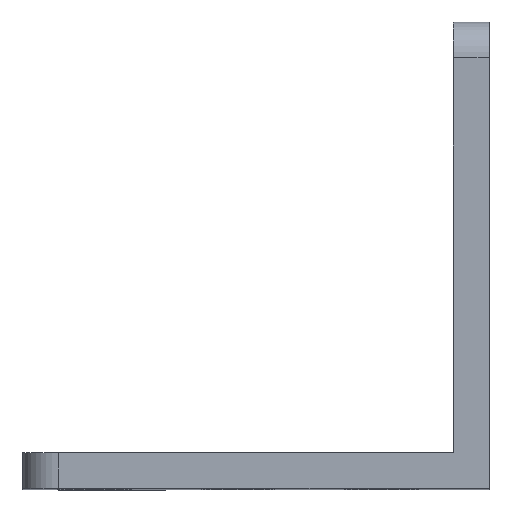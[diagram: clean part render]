
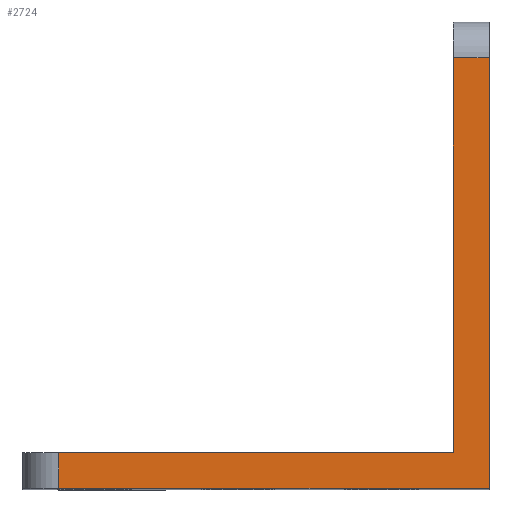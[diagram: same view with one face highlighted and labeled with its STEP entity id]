
A CAD part, top view. The second image highlights one B-rep face of the part: STEP entity #2724.
In plain terms, the highlighted planar face has unit normal (0, 0, 1).
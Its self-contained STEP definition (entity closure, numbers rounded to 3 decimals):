
#10 = ORIENTED_EDGE ( 'NONE', *, *, #582, .T. ) ;
#91 = DIRECTION ( 'NONE',  ( -1., 0., 0. ) ) ;
#154 = ORIENTED_EDGE ( 'NONE', *, *, #1406, .T. ) ;
#205 = LINE ( 'NONE', #856, #1408 ) ;
#217 = VECTOR ( 'NONE', #1235, 1000. ) ;
#343 = EDGE_CURVE ( 'NONE', #1438, #2518, #482, .T. ) ;
#355 = VERTEX_POINT ( 'NONE', #827 ) ;
#383 = DIRECTION ( 'NONE',  ( 1., 0., 0. ) ) ;
#402 = DIRECTION ( 'NONE',  ( 0., -1., 0. ) ) ;
#414 = FACE_OUTER_BOUND ( 'NONE', #1720, .T. ) ;
#435 = VECTOR ( 'NONE', #781, 1000. ) ;
#482 = LINE ( 'NONE', #1290, #1047 ) ;
#520 = LINE ( 'NONE', #1958, #435 ) ;
#528 = CARTESIAN_POINT ( 'NONE',  ( -22., 0., 48. ) ) ;
#548 = ORIENTED_EDGE ( 'NONE', *, *, #2547, .T. ) ;
#582 = EDGE_CURVE ( 'NONE', #2156, #1516, #205, .T. ) ;
#781 = DIRECTION ( 'NONE',  ( -1., 0., 0. ) ) ;
#827 = CARTESIAN_POINT ( 'NONE',  ( 2., 22., 48. ) ) ;
#856 = CARTESIAN_POINT ( 'NONE',  ( 2., -2., 48. ) ) ;
#941 = ORIENTED_EDGE ( 'NONE', *, *, #3002, .T. ) ;
#969 = AXIS2_PLACEMENT_3D ( 'NONE', #1060, #1529, #91 ) ;
#1018 = VECTOR ( 'NONE', #2543, 1000. ) ;
#1047 = VECTOR ( 'NONE', #1216, 1000. ) ;
#1060 = CARTESIAN_POINT ( 'NONE',  ( -24., 0., 48. ) ) ;
#1121 = CARTESIAN_POINT ( 'NONE',  ( 0., 0., 48. ) ) ;
#1216 = DIRECTION ( 'NONE',  ( -1., 0., 0. ) ) ;
#1235 = DIRECTION ( 'NONE',  ( 0., -1., 0. ) ) ;
#1290 = CARTESIAN_POINT ( 'NONE',  ( -24., 0., 48. ) ) ;
#1395 = VERTEX_POINT ( 'NONE', #2177 ) ;
#1406 = EDGE_CURVE ( 'NONE', #355, #1395, #520, .T. ) ;
#1408 = VECTOR ( 'NONE', #383, 1000. ) ;
#1438 = VERTEX_POINT ( 'NONE', #2896 ) ;
#1451 = CARTESIAN_POINT ( 'NONE',  ( -22., 0., 48. ) ) ;
#1516 = VERTEX_POINT ( 'NONE', #1524 ) ;
#1520 = ORIENTED_EDGE ( 'NONE', *, *, #343, .T. ) ;
#1524 = CARTESIAN_POINT ( 'NONE',  ( 2., -2., 48. ) ) ;
#1529 = DIRECTION ( 'NONE',  ( 0., 0., -1. ) ) ;
#1720 = EDGE_LOOP ( 'NONE', ( #1520, #548, #10, #941, #154, #2026 ) ) ;
#1753 = PLANE ( 'NONE',  #969 ) ;
#1833 = VECTOR ( 'NONE', #402, 1000. ) ;
#1856 = EDGE_CURVE ( 'NONE', #1395, #1438, #2434, .T. ) ;
#1865 = CARTESIAN_POINT ( 'NONE',  ( 2., 24., 48. ) ) ;
#1958 = CARTESIAN_POINT ( 'NONE',  ( -24., 22., 48. ) ) ;
#2026 = ORIENTED_EDGE ( 'NONE', *, *, #1856, .T. ) ;
#2106 = LINE ( 'NONE', #528, #217 ) ;
#2156 = VERTEX_POINT ( 'NONE', #2371 ) ;
#2177 = CARTESIAN_POINT ( 'NONE',  ( 0., 22., 48. ) ) ;
#2371 = CARTESIAN_POINT ( 'NONE',  ( -22., -2., 48. ) ) ;
#2434 = LINE ( 'NONE', #1121, #1833 ) ;
#2518 = VERTEX_POINT ( 'NONE', #1451 ) ;
#2543 = DIRECTION ( 'NONE',  ( 0., 1., 0. ) ) ;
#2547 = EDGE_CURVE ( 'NONE', #2518, #2156, #2106, .T. ) ;
#2724 = ADVANCED_FACE ( 'NONE', ( #414 ), #1753, .F. ) ;
#2896 = CARTESIAN_POINT ( 'NONE',  ( 0., 0., 48. ) ) ;
#3002 = EDGE_CURVE ( 'NONE', #1516, #355, #3022, .T. ) ;
#3022 = LINE ( 'NONE', #1865, #1018 ) ;
